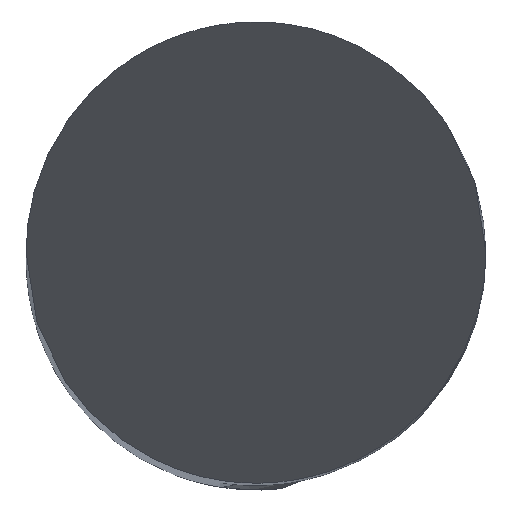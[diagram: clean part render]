
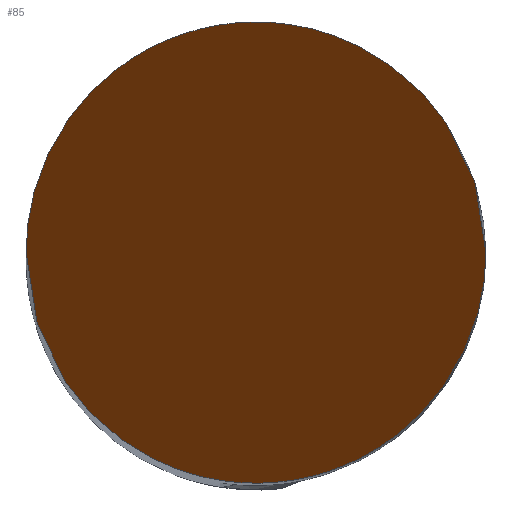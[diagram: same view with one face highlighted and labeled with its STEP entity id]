
A CAD part, top view. The second image highlights one B-rep face of the part: STEP entity #85.
In plain terms, the highlighted planar face has unit normal (0, -0.866, 0.5).
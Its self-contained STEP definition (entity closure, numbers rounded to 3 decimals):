
#85=ADVANCED_FACE('',(#120),#102,.T.);
#102=PLANE('',#556);
#120=FACE_OUTER_BOUND('',#147,.T.);
#147=EDGE_LOOP('',(#267,#268));
#267=ORIENTED_EDGE('',*,*,#423,.T.);
#268=ORIENTED_EDGE('',*,*,#393,.T.);
#345=VERTEX_POINT('',#792);
#346=VERTEX_POINT('',#793);
#393=EDGE_CURVE('',#345,#346,#496,.T.);
#423=EDGE_CURVE('',#346,#345,#500,.T.);
#496=(
BOUNDED_CURVE()
B_SPLINE_CURVE(3,(#788,#789,#790,#791),.UNSPECIFIED.,.F.,.F.)
B_SPLINE_CURVE_WITH_KNOTS((4,4),(0.,1.),.UNSPECIFIED.)
CURVE()
GEOMETRIC_REPRESENTATION_ITEM()
RATIONAL_B_SPLINE_CURVE((1.,0.333,0.333,1.))
REPRESENTATION_ITEM('')
);
#500=(
BOUNDED_CURVE()
B_SPLINE_CURVE(3,(#975,#976,#977,#978),.UNSPECIFIED.,.F.,.F.)
B_SPLINE_CURVE_WITH_KNOTS((4,4),(0.,1.),.UNSPECIFIED.)
CURVE()
GEOMETRIC_REPRESENTATION_ITEM()
RATIONAL_B_SPLINE_CURVE((1.,0.333,0.333,1.))
REPRESENTATION_ITEM('')
);
#556=AXIS2_PLACEMENT_3D('',#1011,#619,#620);
#619=DIRECTION('',(0.,-0.866,0.5));
#620=DIRECTION('',(0.,0.5,0.866));
#788=CARTESIAN_POINT('',(3.,0.,0.));
#789=CARTESIAN_POINT('',(3.,6.,10.392));
#790=CARTESIAN_POINT('',(-3.,6.,10.392));
#791=CARTESIAN_POINT('',(-3.,0.,0.));
#792=CARTESIAN_POINT('',(3.,0.,0.));
#793=CARTESIAN_POINT('',(-3.,0.,0.));
#975=CARTESIAN_POINT('',(-3.,0.,0.));
#976=CARTESIAN_POINT('',(-3.,-6.,-10.392));
#977=CARTESIAN_POINT('',(3.,-6.,-10.392));
#978=CARTESIAN_POINT('',(3.,0.,0.));
#1011=CARTESIAN_POINT('',(3.,-46.188,-80.));
